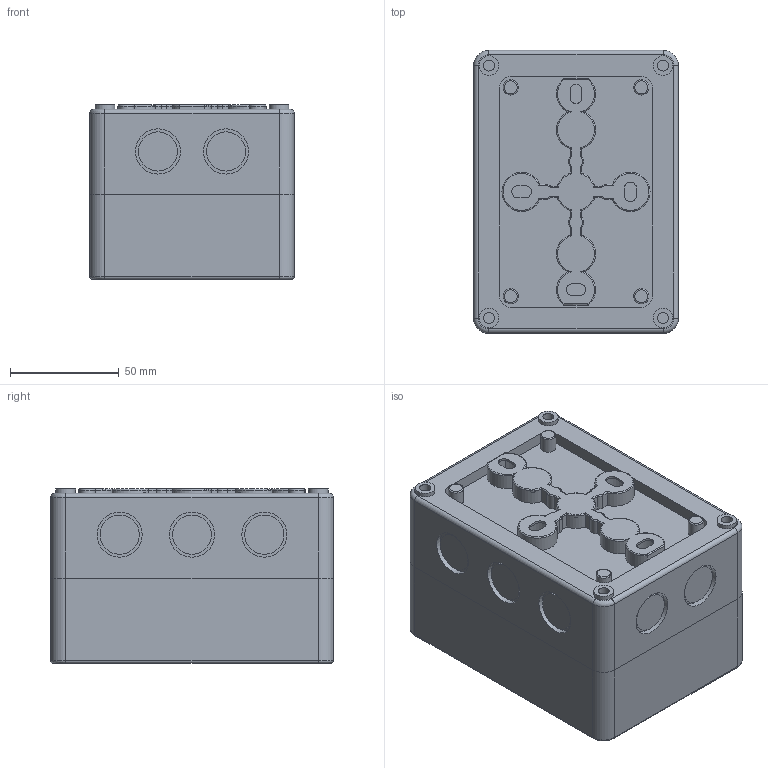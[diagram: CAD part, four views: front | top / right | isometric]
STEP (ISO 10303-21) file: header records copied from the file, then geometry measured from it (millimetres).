
FILE_DESCRIPTION(/* description */ (''),/* implementation_level */ '2;1');
FILE_NAME(/* name */ '153-902.stp',/* time_stamp */ '2016-07-19T11:38:42-04:00',/* author */ ('CAD Station'),/* organization */ (''),/* preprocessor_version */ 'ST-DEVELOPER v16.1',/* originating_system */ 'Autodesk Inventor 2016',/* authorisation */ '');
FILE_SCHEMA (('AUTOMOTIVE_DESIGN { 1 0 10303 214 3 1 1 }'));
Length unit declared in the file: millimetre
Products named in the file (4): Enclousure_backside; Enclousure_front; Screw_enclousure; 153-902
Assembly tree (6 placements, depth 2):
  153-902
    Enclousure_backside
    Enclousure_front
    Screw_enclousure  x4
Bounding box: 94 x 130 x 80 mm (x, y, z)
Volume: 159567.3 mm3; surface area: 167535.7 mm2
Topology: 6 solids, 6 shells, 636 faces, 1556 edges, 996 vertices
Faces by surface type: cylinder 324, plane 242, torus 62, cone 8
Full cylindrical faces by diameter (mm): 4 x8, 5 x4, 5.5 x4, 7 x12, 9 x8, 10 x4, 10.25 x4, 11 x8, 16 x2, 18 x10, 20.75 x10, 22.75 x10
Entity records: 16709 total; most frequent: CARTESIAN_POINT 3164, DIRECTION 3056, ORIENTED_EDGE 2530, EDGE_CURVE 1265, AXIS2_PLACEMENT_3D 1253, VERTEX_POINT 857, EDGE_LOOP 774, CIRCLE 679
